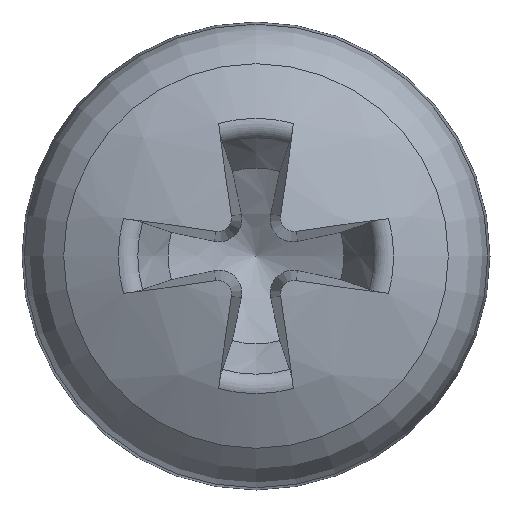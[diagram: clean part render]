
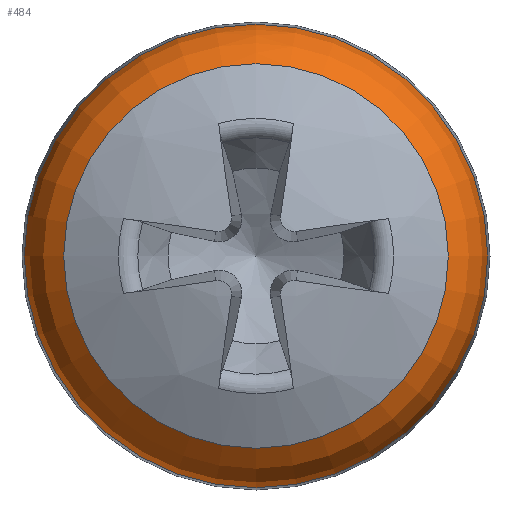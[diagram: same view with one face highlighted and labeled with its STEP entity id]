
A CAD part, left-side view. The second image highlights one B-rep face of the part: STEP entity #484.
In plain terms, the highlighted toroidal (fillet/blend) face has major radius 3.944 mm and minor radius 2 mm.
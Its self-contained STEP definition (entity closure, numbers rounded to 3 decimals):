
#65=TOROIDAL_SURFACE('',#549,3.944,2.);
#104=FACE_OUTER_BOUND('',#133,.T.);
#133=EDGE_LOOP('',(#352,#353,#354,#355,#356));
#170=CIRCLE('',#550,5.943);
#171=CIRCLE('',#551,2.);
#172=CIRCLE('',#552,4.93);
#173=CIRCLE('',#553,5.943);
#213=VERTEX_POINT('',#879);
#214=VERTEX_POINT('',#880);
#215=VERTEX_POINT('',#882);
#269=EDGE_CURVE('',#213,#214,#170,.T.);
#270=EDGE_CURVE('',#214,#215,#171,.T.);
#271=EDGE_CURVE('',#215,#215,#172,.T.);
#272=EDGE_CURVE('',#214,#213,#173,.T.);
#352=ORIENTED_EDGE('',*,*,#269,.T.);
#353=ORIENTED_EDGE('',*,*,#270,.T.);
#354=ORIENTED_EDGE('',*,*,#271,.T.);
#355=ORIENTED_EDGE('',*,*,#270,.F.);
#356=ORIENTED_EDGE('',*,*,#272,.T.);
#484=ADVANCED_FACE('',(#104),#65,.T.);
#549=AXIS2_PLACEMENT_3D('',#878,#638,#639);
#550=AXIS2_PLACEMENT_3D('',#881,#640,#641);
#551=AXIS2_PLACEMENT_3D('',#883,#642,#643);
#552=AXIS2_PLACEMENT_3D('',#884,#644,#645);
#553=AXIS2_PLACEMENT_3D('',#885,#646,#647);
#638=DIRECTION('center_axis',(1.,0.,0.));
#639=DIRECTION('ref_axis',(0.,0.,-1.));
#640=DIRECTION('center_axis',(-1.,0.,0.));
#641=DIRECTION('ref_axis',(0.,-1.,0.));
#642=DIRECTION('center_axis',(0.,-1.,0.));
#643=DIRECTION('ref_axis',(0.,0.,1.));
#644=DIRECTION('center_axis',(1.,0.,0.));
#645=DIRECTION('ref_axis',(0.,-1.,0.));
#646=DIRECTION('center_axis',(-1.,0.,0.));
#647=DIRECTION('ref_axis',(0.,-1.,0.));
#878=CARTESIAN_POINT('Origin',(-1.56,0.,
0.));
#879=CARTESIAN_POINT('',(-1.63,-5.943,0.));
#880=CARTESIAN_POINT('',(-1.63,0.,5.943));
#881=CARTESIAN_POINT('Origin',(-1.63,0.,0.));
#882=CARTESIAN_POINT('',(-3.3,0.,4.93));
#883=CARTESIAN_POINT('Origin',(-1.56,0.,
3.944));
#884=CARTESIAN_POINT('Origin',(-3.3,0.,
0.));
#885=CARTESIAN_POINT('Origin',(-1.63,0.,0.));
